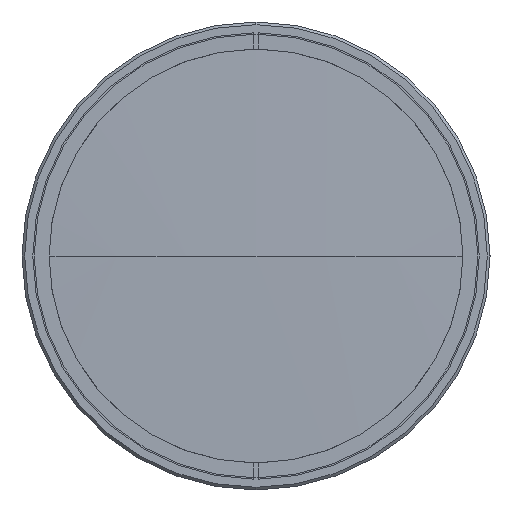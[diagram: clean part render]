
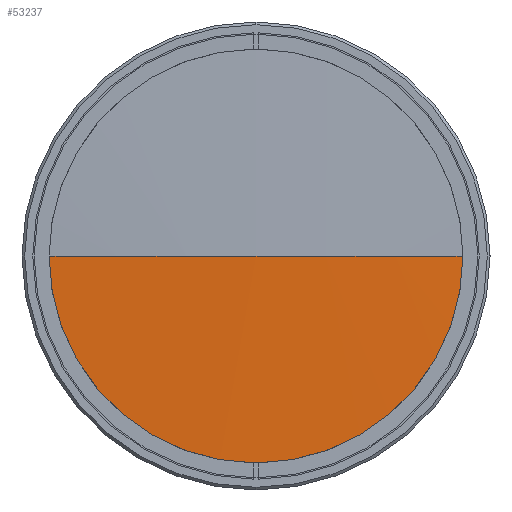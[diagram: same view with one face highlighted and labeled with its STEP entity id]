
A CAD part, left-side view. The second image highlights one B-rep face of the part: STEP entity #53237.
In plain terms, the highlighted spherical face has radius 2148.64 mm.
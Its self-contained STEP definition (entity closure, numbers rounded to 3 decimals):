
#3749 = VERTEX_POINT ( 'NONE', #84792 ) ;
#4999 = VERTEX_POINT ( 'NONE', #61334 ) ;
#7281 = DIRECTION ( 'NONE',  ( 0., 1., 0. ) ) ;
#7638 = AXIS2_PLACEMENT_3D ( 'NONE', #68404, #82674, #7281 ) ;
#11524 = CARTESIAN_POINT ( 'NONE',  ( 1.39, 0., 0. ) ) ;
#11975 = DIRECTION ( 'NONE',  ( 0., 0., 1. ) ) ;
#13628 = AXIS2_PLACEMENT_3D ( 'NONE', #11524, #39216, #11975 ) ;
#16614 = DIRECTION ( 'NONE',  ( 0., 0., 1. ) ) ;
#18251 = AXIS2_PLACEMENT_3D ( 'NONE', #40279, #47386, #67471 ) ;
#30755 = EDGE_CURVE ( 'NONE', #4999, #67516, #84567, .T. ) ;
#34017 = CARTESIAN_POINT ( 'NONE',  ( 1.39, 77.288, 0. ) ) ;
#34527 = EDGE_CURVE ( 'NONE', #3749, #4999, #40223, .T. ) ;
#36754 = DIRECTION ( 'NONE',  ( 0., 0., -1. ) ) ;
#39216 = DIRECTION ( 'NONE',  ( -1., 0., 0. ) ) ;
#40223 = CIRCLE ( 'NONE', #82925, 77.288 ) ;
#40279 = CARTESIAN_POINT ( 'NONE',  ( 2148.64, 0., 0. ) ) ;
#42979 = SPHERICAL_SURFACE ( 'NONE', #76642, 2148.64 ) ;
#44950 = EDGE_CURVE ( 'NONE', #52816, #3749, #82031, .T. ) ;
#47386 = DIRECTION ( 'NONE',  ( 0., 0., 1. ) ) ;
#48611 = ORIENTED_EDGE ( 'NONE', *, *, #53493, .F. ) ;
#50251 = ORIENTED_EDGE ( 'NONE', *, *, #30755, .T. ) ;
#50641 = CARTESIAN_POINT ( 'NONE',  ( 0., 0., 0. ) ) ;
#52816 = VERTEX_POINT ( 'NONE', #34017 ) ;
#53237 = ADVANCED_FACE ( 'NONE', ( #76889 ), #42979, .T. ) ;
#53493 = EDGE_CURVE ( 'NONE', #52816, #67516, #83782, .T. ) ;
#56780 = CARTESIAN_POINT ( 'NONE',  ( 2148.64, 0., 0. ) ) ;
#57812 = EDGE_LOOP ( 'NONE', ( #69904, #69366, #50251, #48611 ) ) ;
#61334 = CARTESIAN_POINT ( 'NONE',  ( 1.39, -77.288, 0. ) ) ;
#67471 = DIRECTION ( 'NONE',  ( 1., 0., 0. ) ) ;
#67516 = VERTEX_POINT ( 'NONE', #50641 ) ;
#68404 = CARTESIAN_POINT ( 'NONE',  ( 2148.64, 0., 0. ) ) ;
#69366 = ORIENTED_EDGE ( 'NONE', *, *, #34527, .T. ) ;
#69904 = ORIENTED_EDGE ( 'NONE', *, *, #44950, .T. ) ;
#71484 = CARTESIAN_POINT ( 'NONE',  ( 1.39, 0., 0. ) ) ;
#76642 = AXIS2_PLACEMENT_3D ( 'NONE', #56780, #36754, #86227 ) ;
#76889 = FACE_OUTER_BOUND ( 'NONE', #57812, .T. ) ;
#82031 = CIRCLE ( 'NONE', #13628, 77.288 ) ;
#82350 = DIRECTION ( 'NONE',  ( -1., 0., 0. ) ) ;
#82674 = DIRECTION ( 'NONE',  ( 0., 0., -1. ) ) ;
#82925 = AXIS2_PLACEMENT_3D ( 'NONE', #71484, #82350, #16614 ) ;
#83782 = CIRCLE ( 'NONE', #18251, 2148.64 ) ;
#84567 = CIRCLE ( 'NONE', #7638, 2148.64 ) ;
#84792 = CARTESIAN_POINT ( 'NONE',  ( 1.39, 0., -77.288 ) ) ;
#86227 = DIRECTION ( 'NONE',  ( 0., 1., 0. ) ) ;
